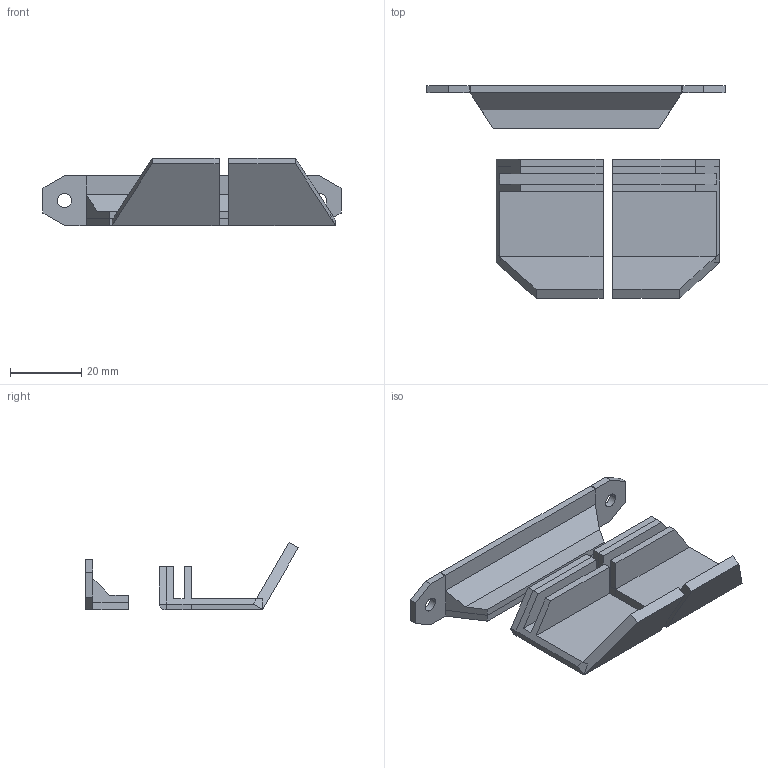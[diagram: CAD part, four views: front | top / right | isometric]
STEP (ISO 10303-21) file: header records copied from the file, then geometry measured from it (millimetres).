
FILE_DESCRIPTION(/* description */ (''),/* implementation_level */ '2;1');
FILE_NAME(/* name */ 'P1G7EG~0',/* time_stamp */ '2018-04-17T11:14:24+02:00',/* author */ (''),/* organization */ (''),/* preprocessor_version */ 'ST-DEVELOPER v15',/* originating_system */ '',/* authorisation */ '');
FILE_SCHEMA (('AUTOMOTIVE_DESIGN'));
Length unit declared in the file: millimetre
Products named in the file (1): Document
Bounding box: 83.6 x 59.63 x 18.82 mm (x, y, z)
Volume: 14377.1 mm3; surface area: 12103.9 mm2
Topology: 3 solids, 3 shells, 129 faces, 309 edges, 190 vertices
Faces by surface type: plane 123, bspline 6
Entity records: 3220 total; most frequent: CARTESIAN_POINT 1022, ORIENTED_EDGE 618, EDGE_CURVE 309, B_SPLINE_CURVE_WITH_KNOTS 297, VERTEX_POINT 190, EDGE_LOOP 137, ADVANCED_FACE 129, FACE_OUTER_BOUND 129
